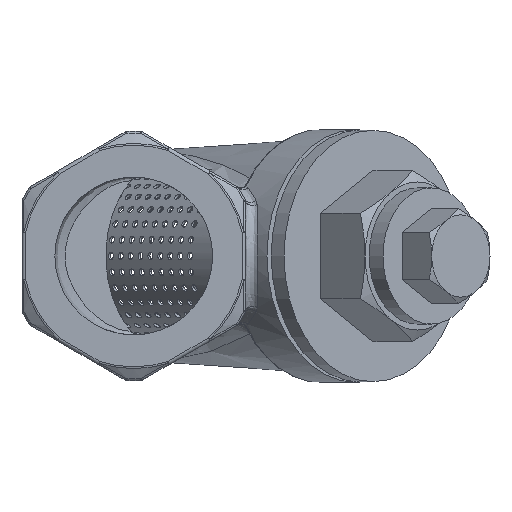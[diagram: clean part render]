
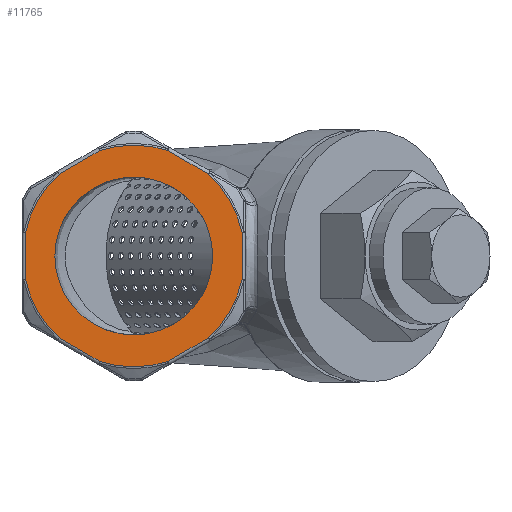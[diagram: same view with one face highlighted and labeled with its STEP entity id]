
A CAD part, left-side view. The second image highlights one B-rep face of the part: STEP entity #11765.
In plain terms, the highlighted planar face has unit normal (-1, 0, 0).
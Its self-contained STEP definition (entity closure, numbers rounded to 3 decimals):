
#654=CIRCLE('',#12460,11.3);
#661=CIRCLE('',#12471,15.866);
#747=CIRCLE('',#12622,15.866);
#748=CIRCLE('',#12623,15.866);
#749=CIRCLE('',#12624,15.866);
#750=CIRCLE('',#12625,15.866);
#751=CIRCLE('',#12626,15.866);
#2566=ORIENTED_EDGE('',*,*,#5217,.F.);
#2567=ORIENTED_EDGE('',*,*,#5522,.F.);
#2568=ORIENTED_EDGE('',*,*,#5523,.T.);
#2569=ORIENTED_EDGE('',*,*,#5524,.F.);
#2570=ORIENTED_EDGE('',*,*,#5525,.T.);
#2571=ORIENTED_EDGE('',*,*,#5526,.F.);
#2572=ORIENTED_EDGE('',*,*,#5527,.T.);
#2573=ORIENTED_EDGE('',*,*,#5528,.F.);
#2574=ORIENTED_EDGE('',*,*,#5529,.T.);
#2575=ORIENTED_EDGE('',*,*,#5530,.F.);
#2576=ORIENTED_EDGE('',*,*,#5531,.T.);
#2577=ORIENTED_EDGE('',*,*,#5532,.F.);
#2578=ORIENTED_EDGE('',*,*,#5244,.T.);
#5217=EDGE_CURVE('',#6743,#6743,#654,.T.);
#5244=EDGE_CURVE('',#6769,#6768,#661,.T.);
#5522=EDGE_CURVE('',#6976,#6768,#7902,.T.);
#5523=EDGE_CURVE('',#6976,#6977,#747,.T.);
#5524=EDGE_CURVE('',#6978,#6977,#7903,.T.);
#5525=EDGE_CURVE('',#6978,#6979,#748,.T.);
#5526=EDGE_CURVE('',#6980,#6979,#7904,.T.);
#5527=EDGE_CURVE('',#6980,#6981,#749,.T.);
#5528=EDGE_CURVE('',#6982,#6981,#7905,.T.);
#5529=EDGE_CURVE('',#6982,#6983,#750,.T.);
#5530=EDGE_CURVE('',#6984,#6983,#7906,.T.);
#5531=EDGE_CURVE('',#6984,#6985,#751,.T.);
#5532=EDGE_CURVE('',#6769,#6985,#7907,.T.);
#6743=VERTEX_POINT('',#16580);
#6768=VERTEX_POINT('',#16707);
#6769=VERTEX_POINT('',#16709);
#6976=VERTEX_POINT('',#18661);
#6977=VERTEX_POINT('',#18663);
#6978=VERTEX_POINT('',#18665);
#6979=VERTEX_POINT('',#18667);
#6980=VERTEX_POINT('',#18669);
#6981=VERTEX_POINT('',#18671);
#6982=VERTEX_POINT('',#18673);
#6983=VERTEX_POINT('',#18675);
#6984=VERTEX_POINT('',#18677);
#6985=VERTEX_POINT('',#18679);
#7902=LINE('',#18660,#8067);
#7903=LINE('',#18664,#8068);
#7904=LINE('',#18668,#8069);
#7905=LINE('',#18672,#8070);
#7906=LINE('',#18676,#8071);
#7907=LINE('',#18680,#8072);
#8067=VECTOR('',#13952,1000.);
#8068=VECTOR('',#13955,1000.);
#8069=VECTOR('',#13958,1000.);
#8070=VECTOR('',#13961,1000.);
#8071=VECTOR('',#13964,1000.);
#8072=VECTOR('',#13967,1000.);
#8264=EDGE_LOOP('',(#2566));
#8265=EDGE_LOOP('',(#2567,#2568,#2569,#2570,#2571,#2572,#2573,#2574,#2575,
#2576,#2577,#2578));
#9987=FACE_BOUND('',#8264,.T.);
#9988=FACE_BOUND('',#8265,.T.);
#11630=PLANE('',#12621);
#11765=ADVANCED_FACE('',(#9987,#9988),#11630,.T.);
#12460=AXIS2_PLACEMENT_3D('',#16579,#13565,#13566);
#12471=AXIS2_PLACEMENT_3D('',#16708,#13587,#13588);
#12621=AXIS2_PLACEMENT_3D('',#18659,#13950,#13951);
#12622=AXIS2_PLACEMENT_3D('',#18662,#13953,#13954);
#12623=AXIS2_PLACEMENT_3D('',#18666,#13956,#13957);
#12624=AXIS2_PLACEMENT_3D('',#18670,#13959,#13960);
#12625=AXIS2_PLACEMENT_3D('',#18674,#13962,#13963);
#12626=AXIS2_PLACEMENT_3D('',#18678,#13965,#13966);
#13565=DIRECTION('',(-1.,0.,0.));
#13566=DIRECTION('',(0.,0.,1.));
#13587=DIRECTION('',(-1.,0.,0.));
#13588=DIRECTION('',(0.,0.,1.));
#13950=DIRECTION('',(-1.,0.,0.));
#13951=DIRECTION('',(0.,0.,-1.));
#13952=DIRECTION('',(0.,-0.866,0.5));
#13953=DIRECTION('',(-1.,0.,0.));
#13954=DIRECTION('',(0.,0.,1.));
#13955=DIRECTION('',(0.,0.,1.));
#13956=DIRECTION('',(-1.,0.,0.));
#13957=DIRECTION('',(0.,0.,1.));
#13958=DIRECTION('',(0.,0.866,0.5));
#13959=DIRECTION('',(-1.,0.,0.));
#13960=DIRECTION('',(0.,0.,1.));
#13961=DIRECTION('',(0.,0.866,-0.5));
#13962=DIRECTION('',(-1.,0.,0.));
#13963=DIRECTION('',(0.,0.,1.));
#13964=DIRECTION('',(0.,0.,-1.));
#13965=DIRECTION('',(-1.,0.,0.));
#13966=DIRECTION('',(0.,0.,1.));
#13967=DIRECTION('',(0.,-0.866,-0.5));
#16579=CARTESIAN_POINT('',(-40.,0.,0.));
#16580=CARTESIAN_POINT('',(-40.,0.,11.3));
#16707=CARTESIAN_POINT('',(-40.,4.816,15.118));
#16708=CARTESIAN_POINT('',(-40.,0.,0.));
#16709=CARTESIAN_POINT('',(-40.,-4.816,15.118));
#18659=CARTESIAN_POINT('',(-40.,0.,0.));
#18660=CARTESIAN_POINT('',(-40.,7.75,13.423));
#18661=CARTESIAN_POINT('',(-40.,10.684,11.729));
#18662=CARTESIAN_POINT('',(-40.,0.,0.));
#18663=CARTESIAN_POINT('',(-40.,15.5,3.388));
#18664=CARTESIAN_POINT('',(-40.,15.5,0.));
#18665=CARTESIAN_POINT('',(-40.,15.5,-3.388));
#18666=CARTESIAN_POINT('',(-40.,0.,0.));
#18667=CARTESIAN_POINT('',(-40.,10.684,-11.729));
#18668=CARTESIAN_POINT('',(-40.,7.75,-13.423));
#18669=CARTESIAN_POINT('',(-40.,4.816,-15.118));
#18670=CARTESIAN_POINT('',(-40.,0.,0.));
#18671=CARTESIAN_POINT('',(-40.,-4.816,-15.118));
#18672=CARTESIAN_POINT('',(-40.,-7.75,-13.423));
#18673=CARTESIAN_POINT('',(-40.,-10.684,-11.729));
#18674=CARTESIAN_POINT('',(-40.,0.,0.));
#18675=CARTESIAN_POINT('',(-40.,-15.5,-3.388));
#18676=CARTESIAN_POINT('',(-40.,-15.5,0.));
#18677=CARTESIAN_POINT('',(-40.,-15.5,3.388));
#18678=CARTESIAN_POINT('',(-40.,0.,0.));
#18679=CARTESIAN_POINT('',(-40.,-10.684,11.729));
#18680=CARTESIAN_POINT('',(-40.,-7.75,13.423));
